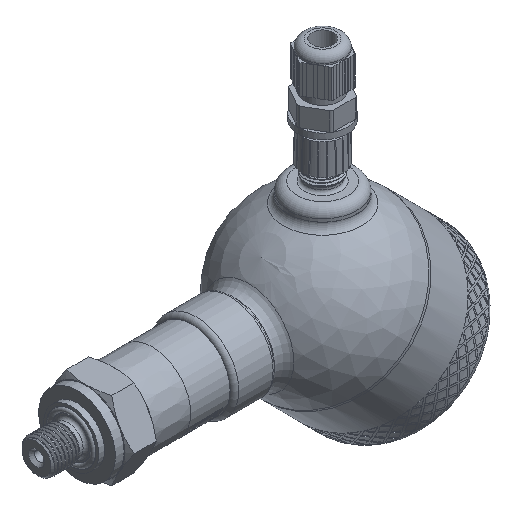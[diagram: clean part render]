
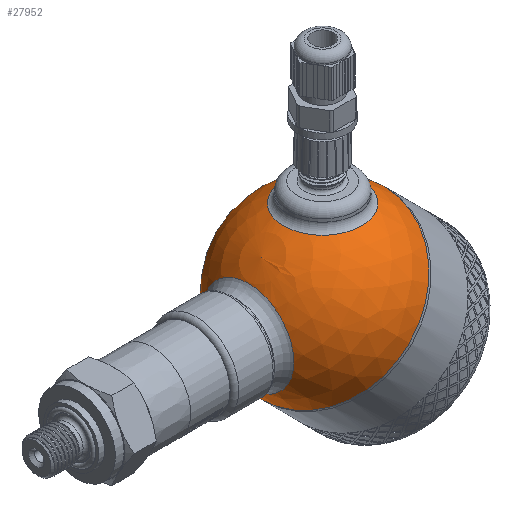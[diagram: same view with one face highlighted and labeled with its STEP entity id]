
A CAD part, isometric view. The second image highlights one B-rep face of the part: STEP entity #27952.
In plain terms, the highlighted spherical face has radius 30 mm.
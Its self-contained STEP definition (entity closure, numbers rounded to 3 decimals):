
#65=SPHERICAL_SURFACE('',#29644,30.);
#1117=FACE_BOUND('',#3931,.T.);
#1118=FACE_BOUND('',#3932,.T.);
#2153=FACE_OUTER_BOUND('',#3930,.T.);
#3930=EDGE_LOOP('',(#20329,#20330,#20331,#20332));
#3931=EDGE_LOOP('',(#20333));
#3932=EDGE_LOOP('',(#20334));
#5595=CIRCLE('',#29567,30.);
#5596=CIRCLE('',#29568,30.);
#5623=CIRCLE('',#29640,13.5);
#5626=CIRCLE('',#29645,30.);
#5627=CIRCLE('',#29646,15.643);
#11126=VERTEX_POINT('',#37482);
#11127=VERTEX_POINT('',#37484);
#11654=VERTEX_POINT('',#44248);
#11656=VERTEX_POINT('',#44255);
#11657=VERTEX_POINT('',#44257);
#14122=EDGE_CURVE('',#11126,#11127,#5595,.T.);
#14123=EDGE_CURVE('',#11127,#11126,#5596,.T.);
#14916=EDGE_CURVE('',#11654,#11654,#5623,.T.);
#14919=EDGE_CURVE('',#11127,#11656,#5626,.T.);
#14920=EDGE_CURVE('',#11657,#11657,#5627,.T.);
#20329=ORIENTED_EDGE('',*,*,#14123,.F.);
#20330=ORIENTED_EDGE('',*,*,#14919,.T.);
#20331=ORIENTED_EDGE('',*,*,#14919,.F.);
#20332=ORIENTED_EDGE('',*,*,#14122,.F.);
#20333=ORIENTED_EDGE('',*,*,#14920,.F.);
#20334=ORIENTED_EDGE('',*,*,#14916,.F.);
#27952=ADVANCED_FACE('',(#2153,#1117,#1118),#65,.T.);
#29567=AXIS2_PLACEMENT_3D('',#37485,#31134,#31135);
#29568=AXIS2_PLACEMENT_3D('',#37486,#31136,#31137);
#29640=AXIS2_PLACEMENT_3D('',#44249,#31558,#31559);
#29644=AXIS2_PLACEMENT_3D('',#44254,#31566,#31567);
#29645=AXIS2_PLACEMENT_3D('',#44256,#31568,#31569);
#29646=AXIS2_PLACEMENT_3D('',#44258,#31570,#31571);
#31134=DIRECTION('center_axis',(1.,0.,0.));
#31135=DIRECTION('ref_axis',(0.,1.,0.));
#31136=DIRECTION('center_axis',(1.,0.,0.));
#31137=DIRECTION('ref_axis',(0.,1.,0.));
#31558=DIRECTION('center_axis',(-0.707,0.,-0.707));
#31559=DIRECTION('ref_axis',(-0.707,0.,0.707));
#31566=DIRECTION('center_axis',(1.,0.,0.));
#31567=DIRECTION('ref_axis',(0.,-1.,0.));
#31568=DIRECTION('center_axis',(0.,0.,1.));
#31569=DIRECTION('ref_axis',(0.,1.,0.));
#31570=DIRECTION('center_axis',(-0.707,0.,0.707));
#31571=DIRECTION('ref_axis',(0.707,0.,0.707));
#37482=CARTESIAN_POINT('',(0.,-30.,0.));
#37484=CARTESIAN_POINT('',(0.,30.,0.));
#37485=CARTESIAN_POINT('Origin',(0.,0.,0.));
#37486=CARTESIAN_POINT('Origin',(0.,0.,0.));
#44248=CARTESIAN_POINT('',(-9.398,0.,-28.49));
#44249=CARTESIAN_POINT('Origin',(-18.944,0.,-18.944));
#44254=CARTESIAN_POINT('Origin',(0.,0.,0.));
#44255=CARTESIAN_POINT('',(-30.,0.,0.));
#44256=CARTESIAN_POINT('Origin',(0.,0.,0.));
#44257=CARTESIAN_POINT('',(-29.162,0.,7.04));
#44258=CARTESIAN_POINT('Origin',(-18.101,0.,18.101));
